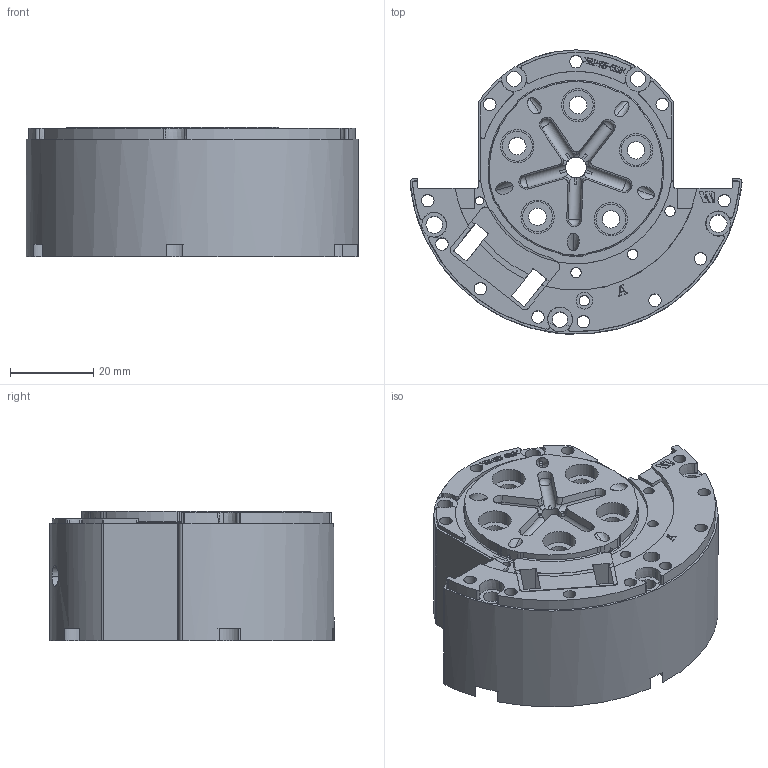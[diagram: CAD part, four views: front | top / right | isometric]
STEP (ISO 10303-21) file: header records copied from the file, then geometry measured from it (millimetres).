
FILE_DESCRIPTION (( 'STEP AP214' ), '1' );
FILE_NAME ('pezzo_da_raffreddare 01.STEP', '2025-01-16T16:36:14', ( '' ), ( '' ), 'SwSTEP 2.0', 'SolidWorks 2022', '' );
FILE_SCHEMA (( 'AUTOMOTIVE_DESIGN' ));
Length unit declared in the file: millimetre
Products named in the file (1): pezzo_da_raffreddare 01
Bounding box: 79.72 x 68.21 x 31.01 mm (x, y, z)
Volume: 50610.7 mm3; surface area: 40617.2 mm2
Topology: 1 solids, 2 shells, 1000 faces, 2833 edges, 1862 vertices
Faces by surface type: bspline 355, plane 305, cylinder 225, cone 87, torus 23, sphere 5
Entity records: 35997 total; most frequent: CARTESIAN_POINT 11403, ORIENTED_EDGE 5646, DIRECTION 3980, EDGE_CURVE 2823, VERTEX_POINT 1862, AXIS2_PLACEMENT_3D 1327, VECTOR 1326, LINE 1326
